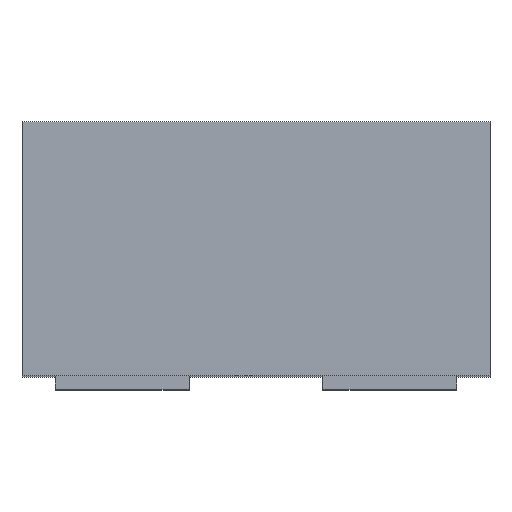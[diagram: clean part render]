
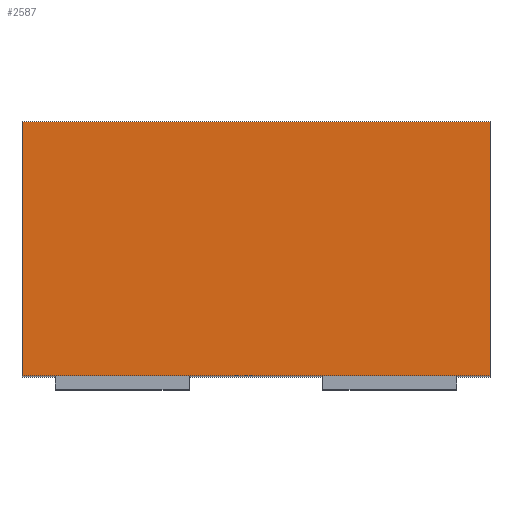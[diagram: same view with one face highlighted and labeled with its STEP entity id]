
A CAD part, top view. The second image highlights one B-rep face of the part: STEP entity #2587.
In plain terms, the highlighted planar face has unit normal (0, 0, 1).
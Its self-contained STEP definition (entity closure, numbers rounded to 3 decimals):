
#101 = ORIENTED_EDGE ( 'NONE', *, *, #470, .F. ) ;
#300 = LINE ( 'NONE', #1299, #379 ) ;
#365 = EDGE_CURVE ( 'NONE', #1672, #1679, #1301, .T. ) ;
#379 = VECTOR ( 'NONE', #2029, 1000. ) ;
#412 = DIRECTION ( 'NONE',  ( 0., -1., 0. ) ) ;
#414 = PLANE ( 'NONE',  #3038 ) ;
#470 = EDGE_CURVE ( 'NONE', #689, #2085, #1992, .T. ) ;
#689 = VERTEX_POINT ( 'NONE', #2805 ) ;
#766 = CARTESIAN_POINT ( 'NONE',  ( -0.35, 2.104, 0.55 ) ) ;
#888 = CARTESIAN_POINT ( 'NONE',  ( 0.35, 0.02, 0.55 ) ) ;
#986 = EDGE_CURVE ( 'NONE', #1679, #2085, #3209, .T. ) ;
#1059 = DIRECTION ( 'NONE',  ( 1., 0., 0. ) ) ;
#1155 = DIRECTION ( 'NONE',  ( 0., 0., -1. ) ) ;
#1191 = ORIENTED_EDGE ( 'NONE', *, *, #365, .T. ) ;
#1194 = CARTESIAN_POINT ( 'NONE',  ( -0.35, 2.104, 0.55 ) ) ;
#1259 = VECTOR ( 'NONE', #1994, 1000. ) ;
#1292 = EDGE_LOOP ( 'NONE', ( #2231, #1191, #1987, #101 ) ) ;
#1299 = CARTESIAN_POINT ( 'NONE',  ( -0.35, 0.4, 0.55 ) ) ;
#1301 = LINE ( 'NONE', #766, #1259 ) ;
#1427 = DIRECTION ( 'NONE',  ( -1., 0., 0. ) ) ;
#1639 = EDGE_CURVE ( 'NONE', #1672, #689, #300, .T. ) ;
#1672 = VERTEX_POINT ( 'NONE', #2820 ) ;
#1679 = VERTEX_POINT ( 'NONE', #2265 ) ;
#1987 = ORIENTED_EDGE ( 'NONE', *, *, #986, .T. ) ;
#1992 = LINE ( 'NONE', #2350, #3087 ) ;
#1994 = DIRECTION ( 'NONE',  ( 0., -1., 0. ) ) ;
#2029 = DIRECTION ( 'NONE',  ( 1., 0., 0. ) ) ;
#2060 = CARTESIAN_POINT ( 'NONE',  ( -0.35, 0.02, 0.55 ) ) ;
#2085 = VERTEX_POINT ( 'NONE', #888 ) ;
#2231 = ORIENTED_EDGE ( 'NONE', *, *, #1639, .F. ) ;
#2265 = CARTESIAN_POINT ( 'NONE',  ( -0.35, 0.02, 0.55 ) ) ;
#2350 = CARTESIAN_POINT ( 'NONE',  ( 0.35, 2.104, 0.55 ) ) ;
#2587 = ADVANCED_FACE ( 'NONE', ( #2939 ), #414, .F. ) ;
#2805 = CARTESIAN_POINT ( 'NONE',  ( 0.35, 0.4, 0.55 ) ) ;
#2820 = CARTESIAN_POINT ( 'NONE',  ( -0.35, 0.4, 0.55 ) ) ;
#2939 = FACE_OUTER_BOUND ( 'NONE', #1292, .T. ) ;
#3005 = VECTOR ( 'NONE', #1059, 1000. ) ;
#3038 = AXIS2_PLACEMENT_3D ( 'NONE', #1194, #1155, #1427 ) ;
#3087 = VECTOR ( 'NONE', #412, 1000. ) ;
#3209 = LINE ( 'NONE', #2060, #3005 ) ;
